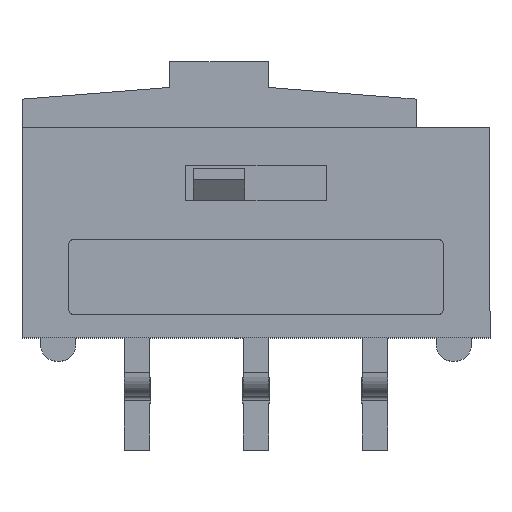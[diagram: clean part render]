
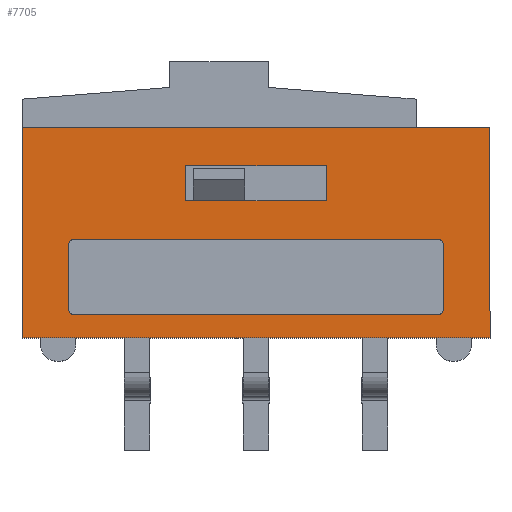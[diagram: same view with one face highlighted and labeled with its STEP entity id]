
A CAD part, top view. The second image highlights one B-rep face of the part: STEP entity #7705.
In plain terms, the highlighted planar face has unit normal (0, 0, 1).
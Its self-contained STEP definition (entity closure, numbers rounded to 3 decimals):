
#138 = LINE ( 'NONE', #8207, #4876 ) ;
#201 = ORIENTED_EDGE ( 'NONE', *, *, #2959, .T. ) ;
#227 = CIRCLE ( 'NONE', #4945, 0.1 ) ;
#270 = ORIENTED_EDGE ( 'NONE', *, *, #1991, .T. ) ;
#454 = DIRECTION ( 'NONE',  ( 0., 0., 1. ) ) ;
#505 = ORIENTED_EDGE ( 'NONE', *, *, #2062, .F. ) ;
#524 = DIRECTION ( 'NONE',  ( 1., 0., 0. ) ) ;
#546 = FACE_BOUND ( 'NONE', #809, .T. ) ;
#579 = ORIENTED_EDGE ( 'NONE', *, *, #6381, .T. ) ;
#635 = EDGE_CURVE ( 'NONE', #6155, #1146, #2834, .T. ) ;
#657 = CARTESIAN_POINT ( 'NONE',  ( -8.9, 0.6, 0. ) ) ;
#660 = CIRCLE ( 'NONE', #7812, 0.1 ) ;
#717 = CIRCLE ( 'NONE', #7160, 0.1 ) ;
#736 = ORIENTED_EDGE ( 'NONE', *, *, #6616, .F. ) ;
#809 = EDGE_LOOP ( 'NONE', ( #1199, #201, #579, #270, #3907, #2342, #6664, #2596 ) ) ;
#812 = VECTOR ( 'NONE', #524, 1000. ) ;
#853 = DIRECTION ( 'NONE',  ( 1., 0., 0. ) ) ;
#883 = EDGE_CURVE ( 'NONE', #2516, #3701, #5293, .T. ) ;
#912 = LINE ( 'NONE', #8452, #1427 ) ;
#1095 = CARTESIAN_POINT ( 'NONE',  ( -9., 0.6, 0. ) ) ;
#1127 = FACE_OUTER_BOUND ( 'NONE', #6948, .T. ) ;
#1128 = DIRECTION ( 'NONE',  ( 0., -1., 0. ) ) ;
#1146 = VERTEX_POINT ( 'NONE', #2953 ) ;
#1186 = ORIENTED_EDGE ( 'NONE', *, *, #1383, .F. ) ;
#1199 = ORIENTED_EDGE ( 'NONE', *, *, #883, .F. ) ;
#1383 = EDGE_CURVE ( 'NONE', #8609, #7619, #6674, .T. ) ;
#1427 = VECTOR ( 'NONE', #3649, 1000. ) ;
#1520 = ORIENTED_EDGE ( 'NONE', *, *, #3587, .F. ) ;
#1586 = CARTESIAN_POINT ( 'NONE',  ( -6.5, 3.68, 0. ) ) ;
#1648 = EDGE_CURVE ( 'NONE', #1707, #8219, #660, .T. ) ;
#1707 = VERTEX_POINT ( 'NONE', #5759 ) ;
#1817 = DIRECTION ( 'NONE',  ( 0., 0., -1. ) ) ;
#1845 = VERTEX_POINT ( 'NONE', #3665 ) ;
#1991 = EDGE_CURVE ( 'NONE', #2411, #6810, #7396, .T. ) ;
#2003 = VECTOR ( 'NONE', #3082, 1000. ) ;
#2026 = VERTEX_POINT ( 'NONE', #8338 ) ;
#2050 = VERTEX_POINT ( 'NONE', #5641 ) ;
#2062 = EDGE_CURVE ( 'NONE', #2026, #8609, #4217, .T. ) ;
#2173 = VERTEX_POINT ( 'NONE', #3765 ) ;
#2342 = ORIENTED_EDGE ( 'NONE', *, *, #1648, .T. ) ;
#2411 = VERTEX_POINT ( 'NONE', #4968 ) ;
#2516 = VERTEX_POINT ( 'NONE', #7166 ) ;
#2596 = ORIENTED_EDGE ( 'NONE', *, *, #8582, .T. ) ;
#2624 = CARTESIAN_POINT ( 'NONE',  ( 0., 4.5, 0. ) ) ;
#2681 = DIRECTION ( 'NONE',  ( -1., 0., 0. ) ) ;
#2705 = ORIENTED_EDGE ( 'NONE', *, *, #5615, .T. ) ;
#2834 = LINE ( 'NONE', #8088, #6512 ) ;
#2876 = VERTEX_POINT ( 'NONE', #7275 ) ;
#2924 = LINE ( 'NONE', #6336, #3149 ) ;
#2931 = VECTOR ( 'NONE', #5776, 1000. ) ;
#2953 = CARTESIAN_POINT ( 'NONE',  ( -10., 0., 0. ) ) ;
#2959 = EDGE_CURVE ( 'NONE', #2516, #2050, #227, .T. ) ;
#3082 = DIRECTION ( 'NONE',  ( -1., 0., 0. ) ) ;
#3149 = VECTOR ( 'NONE', #4318, 1000. ) ;
#3187 = DIRECTION ( 'NONE',  ( 1., 0., 0. ) ) ;
#3462 = LINE ( 'NONE', #4142, #812 ) ;
#3523 = AXIS2_PLACEMENT_3D ( 'NONE', #4344, #6999, #853 ) ;
#3587 = EDGE_CURVE ( 'NONE', #7619, #2876, #7727, .T. ) ;
#3649 = DIRECTION ( 'NONE',  ( 1., 0., 0. ) ) ;
#3665 = CARTESIAN_POINT ( 'NONE',  ( -8.9, 0.5, 0. ) ) ;
#3671 = VECTOR ( 'NONE', #8353, 1000. ) ;
#3701 = VERTEX_POINT ( 'NONE', #1095 ) ;
#3765 = CARTESIAN_POINT ( 'NONE',  ( 0., 4.5, 0. ) ) ;
#3858 = VECTOR ( 'NONE', #7252, 1000. ) ;
#3865 = PLANE ( 'NONE',  #7884 ) ;
#3907 = ORIENTED_EDGE ( 'NONE', *, *, #6938, .T. ) ;
#3960 = EDGE_CURVE ( 'NONE', #1146, #8264, #3462, .T. ) ;
#4057 = CARTESIAN_POINT ( 'NONE',  ( -1., 2., 0. ) ) ;
#4142 = CARTESIAN_POINT ( 'NONE',  ( -10., 0., 0. ) ) ;
#4217 = LINE ( 'NONE', #6496, #2931 ) ;
#4219 = DIRECTION ( 'NONE',  ( 1., 0., 0. ) ) ;
#4223 = VECTOR ( 'NONE', #1128, 1000. ) ;
#4318 = DIRECTION ( 'NONE',  ( 0., -1., 0. ) ) ;
#4344 = CARTESIAN_POINT ( 'NONE',  ( -1.1, 2., 0. ) ) ;
#4368 = CARTESIAN_POINT ( 'NONE',  ( -1.1, 0.6, 0. ) ) ;
#4511 = CARTESIAN_POINT ( 'NONE',  ( -5., 2.1, 0. ) ) ;
#4622 = CARTESIAN_POINT ( 'NONE',  ( -6.5, 3.68, 0. ) ) ;
#4730 = DIRECTION ( 'NONE',  ( 0., 1., 0. ) ) ;
#4752 = CARTESIAN_POINT ( 'NONE',  ( -10., 4.5, 0. ) ) ;
#4876 = VECTOR ( 'NONE', #4219, 1000. ) ;
#4945 = AXIS2_PLACEMENT_3D ( 'NONE', #8573, #5158, #8620 ) ;
#4968 = CARTESIAN_POINT ( 'NONE',  ( -1.1, 2.1, 0. ) ) ;
#5158 = DIRECTION ( 'NONE',  ( 0., 0., -1. ) ) ;
#5230 = LINE ( 'NONE', #6489, #2003 ) ;
#5293 = LINE ( 'NONE', #8031, #4223 ) ;
#5366 = DIRECTION ( 'NONE',  ( 1., 0., 0. ) ) ;
#5425 = CARTESIAN_POINT ( 'NONE',  ( -1.1, 0.5, 0. ) ) ;
#5615 = EDGE_CURVE ( 'NONE', #8264, #2173, #6613, .T. ) ;
#5625 = ORIENTED_EDGE ( 'NONE', *, *, #635, .T. ) ;
#5641 = CARTESIAN_POINT ( 'NONE',  ( -8.9, 2.1, 0. ) ) ;
#5759 = CARTESIAN_POINT ( 'NONE',  ( -1., 0.6, 0. ) ) ;
#5776 = DIRECTION ( 'NONE',  ( 0., 1., 0. ) ) ;
#5904 = LINE ( 'NONE', #4511, #3858 ) ;
#6155 = VERTEX_POINT ( 'NONE', #4752 ) ;
#6336 = CARTESIAN_POINT ( 'NONE',  ( -1., 0., 0. ) ) ;
#6381 = EDGE_CURVE ( 'NONE', #2050, #2411, #5904, .T. ) ;
#6489 = CARTESIAN_POINT ( 'NONE',  ( -10., 4.5, 0. ) ) ;
#6496 = CARTESIAN_POINT ( 'NONE',  ( -3.5, 3.68, 0. ) ) ;
#6512 = VECTOR ( 'NONE', #7374, 1000. ) ;
#6563 = VECTOR ( 'NONE', #4730, 1000. ) ;
#6598 = CARTESIAN_POINT ( 'NONE',  ( -9.25, -0.15, 0. ) ) ;
#6613 = LINE ( 'NONE', #2624, #6563 ) ;
#6616 = EDGE_CURVE ( 'NONE', #2876, #2026, #912, .T. ) ;
#6664 = ORIENTED_EDGE ( 'NONE', *, *, #7789, .F. ) ;
#6674 = LINE ( 'NONE', #8059, #8379 ) ;
#6685 = FACE_BOUND ( 'NONE', #8045, .T. ) ;
#6779 = ORIENTED_EDGE ( 'NONE', *, *, #3960, .T. ) ;
#6810 = VERTEX_POINT ( 'NONE', #4057 ) ;
#6938 = EDGE_CURVE ( 'NONE', #6810, #1707, #2924, .T. ) ;
#6948 = EDGE_LOOP ( 'NONE', ( #6779, #2705, #8781, #5625 ) ) ;
#6999 = DIRECTION ( 'NONE',  ( 0., 0., -1. ) ) ;
#7160 = AXIS2_PLACEMENT_3D ( 'NONE', #657, #7560, #5366 ) ;
#7166 = CARTESIAN_POINT ( 'NONE',  ( -9., 2., 0. ) ) ;
#7252 = DIRECTION ( 'NONE',  ( 1., 0., 0. ) ) ;
#7275 = CARTESIAN_POINT ( 'NONE',  ( -6.5, 2.93, 0. ) ) ;
#7374 = DIRECTION ( 'NONE',  ( 0., -1., 0. ) ) ;
#7396 = CIRCLE ( 'NONE', #3523, 0.1 ) ;
#7513 = CARTESIAN_POINT ( 'NONE',  ( -3.5, 3.68, 0. ) ) ;
#7560 = DIRECTION ( 'NONE',  ( 0., 0., -1. ) ) ;
#7619 = VERTEX_POINT ( 'NONE', #4622 ) ;
#7705 = ADVANCED_FACE ( 'NONE', ( #1127, #6685, #546 ), #3865, .T. ) ;
#7727 = LINE ( 'NONE', #1586, #3671 ) ;
#7789 = EDGE_CURVE ( 'NONE', #1845, #8219, #138, .T. ) ;
#7812 = AXIS2_PLACEMENT_3D ( 'NONE', #4368, #1817, #7867 ) ;
#7867 = DIRECTION ( 'NONE',  ( 1., 0., 0. ) ) ;
#7884 = AXIS2_PLACEMENT_3D ( 'NONE', #6598, #454, #3187 ) ;
#8031 = CARTESIAN_POINT ( 'NONE',  ( -9., 0., 0. ) ) ;
#8045 = EDGE_LOOP ( 'NONE', ( #736, #1520, #1186, #505 ) ) ;
#8059 = CARTESIAN_POINT ( 'NONE',  ( -6.5, 3.68, 0. ) ) ;
#8088 = CARTESIAN_POINT ( 'NONE',  ( -10., 4.5, 0. ) ) ;
#8207 = CARTESIAN_POINT ( 'NONE',  ( -5., 0.5, 0. ) ) ;
#8219 = VERTEX_POINT ( 'NONE', #5425 ) ;
#8264 = VERTEX_POINT ( 'NONE', #8372 ) ;
#8338 = CARTESIAN_POINT ( 'NONE',  ( -3.5, 2.93, 0. ) ) ;
#8353 = DIRECTION ( 'NONE',  ( 0., -1., 0. ) ) ;
#8372 = CARTESIAN_POINT ( 'NONE',  ( 0., 0., 0. ) ) ;
#8379 = VECTOR ( 'NONE', #2681, 1000. ) ;
#8452 = CARTESIAN_POINT ( 'NONE',  ( -6.5, 2.93, 0. ) ) ;
#8503 = EDGE_CURVE ( 'NONE', #2173, #6155, #5230, .T. ) ;
#8573 = CARTESIAN_POINT ( 'NONE',  ( -8.9, 2., 0. ) ) ;
#8582 = EDGE_CURVE ( 'NONE', #1845, #3701, #717, .T. ) ;
#8609 = VERTEX_POINT ( 'NONE', #7513 ) ;
#8620 = DIRECTION ( 'NONE',  ( 1., 0., 0. ) ) ;
#8781 = ORIENTED_EDGE ( 'NONE', *, *, #8503, .T. ) ;
